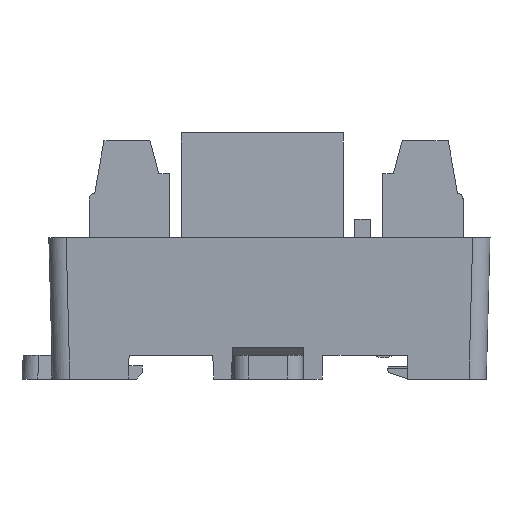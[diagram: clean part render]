
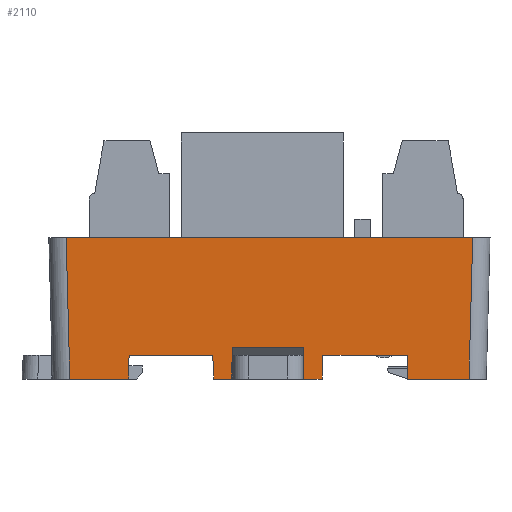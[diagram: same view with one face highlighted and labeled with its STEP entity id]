
A CAD part, left-side view. The second image highlights one B-rep face of the part: STEP entity #2110.
In plain terms, the highlighted planar face has unit normal (-1, 0, -0.026).
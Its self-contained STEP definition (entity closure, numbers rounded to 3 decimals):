
#1492=FACE_OUTER_BOUND('',#3659,.T.);
#2110=ADVANCED_FACE('',(#1492),#2778,.T.);
#2778=PLANE('',#13513);
#3659=EDGE_LOOP('',(#4745,#4746,#4747,#4748,#4749,#4750,#4751,#4752,#4753,
#4754,#4755,#4756,#4757,#4758,#4759,#4760));
#4745=ORIENTED_EDGE('',*,*,#9283,.T.);
#4746=ORIENTED_EDGE('',*,*,#9255,.T.);
#4747=ORIENTED_EDGE('',*,*,#9284,.T.);
#4748=ORIENTED_EDGE('',*,*,#9285,.T.);
#4749=ORIENTED_EDGE('',*,*,#9286,.T.);
#4750=ORIENTED_EDGE('',*,*,#9287,.F.);
#4751=ORIENTED_EDGE('',*,*,#9288,.T.);
#4752=ORIENTED_EDGE('',*,*,#9289,.T.);
#4753=ORIENTED_EDGE('',*,*,#9290,.F.);
#4754=ORIENTED_EDGE('',*,*,#9279,.T.);
#4755=ORIENTED_EDGE('',*,*,#9291,.F.);
#4756=ORIENTED_EDGE('',*,*,#9292,.T.);
#4757=ORIENTED_EDGE('',*,*,#9293,.F.);
#4758=ORIENTED_EDGE('',*,*,#9294,.T.);
#4759=ORIENTED_EDGE('',*,*,#9295,.F.);
#4760=ORIENTED_EDGE('',*,*,#9296,.T.);
#8063=VERTEX_POINT('',#17985);
#8064=VERTEX_POINT('',#17986);
#8087=VERTEX_POINT('',#18034);
#8088=VERTEX_POINT('',#18035);
#8091=VERTEX_POINT('',#18043);
#8092=VERTEX_POINT('',#18045);
#8093=VERTEX_POINT('',#18047);
#8094=VERTEX_POINT('',#18049);
#8095=VERTEX_POINT('',#18051);
#8096=VERTEX_POINT('',#18053);
#8097=VERTEX_POINT('',#18055);
#8098=VERTEX_POINT('',#18058);
#8099=VERTEX_POINT('',#18060);
#8100=VERTEX_POINT('',#18062);
#8101=VERTEX_POINT('',#18064);
#8102=VERTEX_POINT('',#18066);
#9255=EDGE_CURVE('',#8063,#8064,#10945,.T.);
#9279=EDGE_CURVE('',#8087,#8088,#10969,.T.);
#9283=EDGE_CURVE('',#8091,#8063,#10973,.T.);
#9284=EDGE_CURVE('',#8064,#8092,#10974,.T.);
#9285=EDGE_CURVE('',#8092,#8093,#10975,.T.);
#9286=EDGE_CURVE('',#8093,#8094,#10976,.T.);
#9287=EDGE_CURVE('',#8095,#8094,#10977,.T.);
#9288=EDGE_CURVE('',#8095,#8096,#10978,.T.);
#9289=EDGE_CURVE('',#8096,#8097,#10979,.T.);
#9290=EDGE_CURVE('',#8087,#8097,#10980,.T.);
#9291=EDGE_CURVE('',#8098,#8088,#10981,.T.);
#9292=EDGE_CURVE('',#8098,#8099,#10982,.T.);
#9293=EDGE_CURVE('',#8100,#8099,#10983,.T.);
#9294=EDGE_CURVE('',#8100,#8101,#10984,.T.);
#9295=EDGE_CURVE('',#8102,#8101,#10985,.T.);
#9296=EDGE_CURVE('',#8102,#8091,#10986,.T.);
#10945=LINE('',#17984,#12303);
#10969=LINE('',#18033,#12327);
#10973=LINE('',#18042,#12331);
#10974=LINE('',#18044,#12332);
#10975=LINE('',#18046,#12333);
#10976=LINE('',#18048,#12334);
#10977=LINE('',#18050,#12335);
#10978=LINE('',#18052,#12336);
#10979=LINE('',#18054,#12337);
#10980=LINE('',#18056,#12338);
#10981=LINE('',#18057,#12339);
#10982=LINE('',#18059,#12340);
#10983=LINE('',#18061,#12341);
#10984=LINE('',#18063,#12342);
#10985=LINE('',#18065,#12343);
#10986=LINE('',#18067,#12344);
#12303=VECTOR('',#14625,1.);
#12327=VECTOR('',#14651,1.);
#12331=VECTOR('',#14657,1.);
#12332=VECTOR('',#14658,1.);
#12333=VECTOR('',#14659,1.);
#12334=VECTOR('',#14660,1.);
#12335=VECTOR('',#14661,1.);
#12336=VECTOR('',#14662,1.);
#12337=VECTOR('',#14663,1.);
#12338=VECTOR('',#14664,1.);
#12339=VECTOR('',#14665,1.);
#12340=VECTOR('',#14666,1.);
#12341=VECTOR('',#14667,1.);
#12342=VECTOR('',#14668,1.);
#12343=VECTOR('',#14669,1.);
#12344=VECTOR('',#14670,1.);
#13513=AXIS2_PLACEMENT_3D('',#18068,#14671,#14672);
#14625=DIRECTION('',(0.,-1.,0.));
#14651=DIRECTION('',(0.,-1.,0.));
#14657=DIRECTION('',(-0.026,-0.035,0.999));
#14658=DIRECTION('',(0.026,-0.017,-1.));
#14659=DIRECTION('',(0.,-1.,0.));
#14660=DIRECTION('',(-0.026,-0.026,0.999));
#14661=DIRECTION('',(0.,-1.,0.));
#14662=DIRECTION('',(0.026,-0.026,-0.999));
#14663=DIRECTION('',(0.,-1.,0.));
#14664=DIRECTION('',(0.026,0.017,-1.));
#14665=DIRECTION('',(-0.026,0.035,0.999));
#14666=DIRECTION('',(0.,-1.,0.));
#14667=DIRECTION('',(0.026,0.009,-1.));
#14668=DIRECTION('',(0.,-1.,0.));
#14669=DIRECTION('',(-0.026,0.009,1.));
#14670=DIRECTION('',(0.,-1.,0.));
#14671=DIRECTION('',(-1.,0.,-0.026));
#14672=DIRECTION('',(-0.026,0.,1.));
#17984=CARTESIAN_POINT('',(-334.828,182.554,193.292));
#17985=CARTESIAN_POINT('',(-334.828,175.554,193.292));
#17986=CARTESIAN_POINT('',(-334.828,164.804,193.292));
#18033=CARTESIAN_POINT('',(-334.828,182.554,193.292));
#18034=CARTESIAN_POINT('',(-334.828,200.204,193.292));
#18035=CARTESIAN_POINT('',(-334.828,189.554,193.292));
#18042=CARTESIAN_POINT('',(-335.215,175.039,208.044));
#18043=CARTESIAN_POINT('',(-334.75,175.659,190.292));
#18044=CARTESIAN_POINT('',(-335.229,165.071,208.585));
#18045=CARTESIAN_POINT('',(-334.75,164.752,190.292));
#18046=CARTESIAN_POINT('',(-334.75,182.054,190.292));
#18047=CARTESIAN_POINT('',(-334.75,156.975,190.292));
#18048=CARTESIAN_POINT('',(-335.204,156.521,207.631));
#18049=CARTESIAN_POINT('',(-335.221,156.503,208.292));
#18050=CARTESIAN_POINT('',(-335.221,182.054,208.292));
#18051=CARTESIAN_POINT('',(-335.221,208.205,208.292));
#18052=CARTESIAN_POINT('',(-335.204,208.188,207.631));
#18053=CARTESIAN_POINT('',(-334.75,207.734,190.292));
#18054=CARTESIAN_POINT('',(-334.75,182.554,190.292));
#18055=CARTESIAN_POINT('',(-334.75,200.257,190.292));
#18056=CARTESIAN_POINT('',(-334.797,200.225,192.088));
#18057=CARTESIAN_POINT('',(-334.797,189.512,192.089));
#18058=CARTESIAN_POINT('',(-334.75,189.45,190.292));
#18059=CARTESIAN_POINT('',(-334.75,182.554,190.292));
#18060=CARTESIAN_POINT('',(-334.75,187.13,190.292));
#18061=CARTESIAN_POINT('',(-335.222,186.973,208.332));
#18062=CARTESIAN_POINT('',(-334.854,187.096,194.291));
#18063=CARTESIAN_POINT('',(-334.854,182.054,194.291));
#18064=CARTESIAN_POINT('',(-334.854,178.013,194.291));
#18065=CARTESIAN_POINT('',(-335.222,178.135,208.323));
#18066=CARTESIAN_POINT('',(-334.75,177.978,190.292));
#18067=CARTESIAN_POINT('',(-334.75,182.554,190.292));
#18068=CARTESIAN_POINT('',(-335.221,182.054,208.289));
